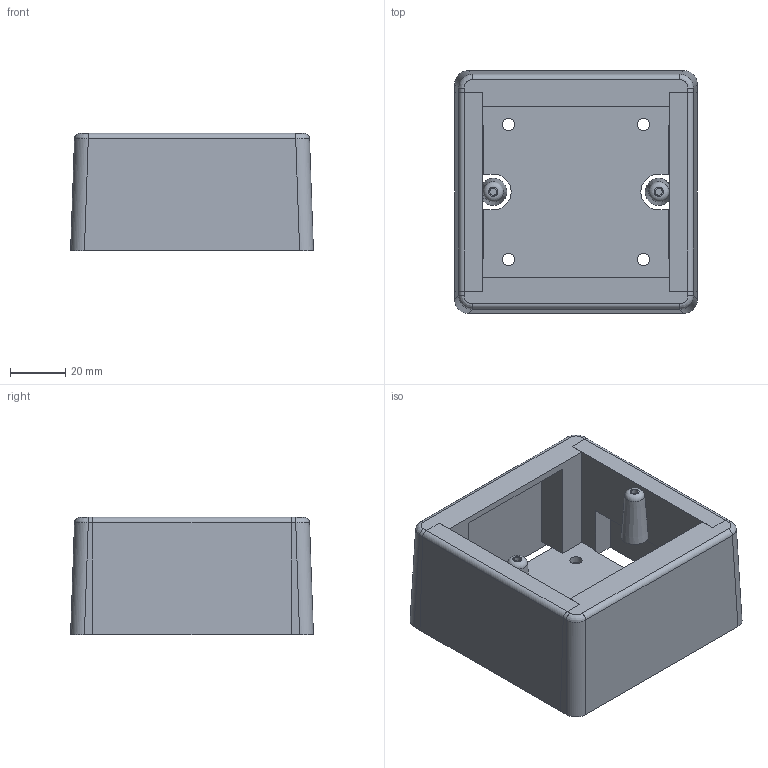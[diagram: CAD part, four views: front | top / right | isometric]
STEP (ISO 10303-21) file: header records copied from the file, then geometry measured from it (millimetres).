
FILE_DESCRIPTION (( 'STEP AP203' ), '1' );
FILE_NAME ('0.STEP', '2016-07-08T13:54:23', ( '' ), ( '' ), 'SwSTEP 2.0', 'SolidWorks 2014', '' );
FILE_SCHEMA (( 'CONFIG_CONTROL_DESIGN' ));
Length unit declared in the file: millimetre
Products named in the file (3): 1; 2; 0
Assembly tree (3 placements, depth 2):
  0
    1
    2  x2
Bounding box: 88 x 88 x 42.5 mm (x, y, z)
Volume: 82816.4 mm3; surface area: 54142.7 mm2
Topology: 3 solids, 3 shells, 100 faces, 268 edges, 176 vertices
Faces by surface type: plane 72, cylinder 20, bspline 4, torus 2, cone 2
Full cylindrical faces by diameter (mm): 2.5 x2, 4.5 x4
Entity records: 2760 total; most frequent: CARTESIAN_POINT 574, ORIENTED_EDGE 378, DIRECTION 371, EDGE_CURVE 189, LINE 149, VECTOR 149, VERTEX_POINT 130, AXIS2_PLACEMENT_3D 111
